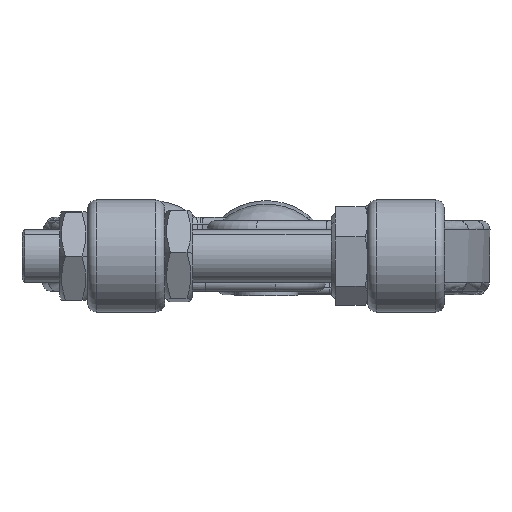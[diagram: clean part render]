
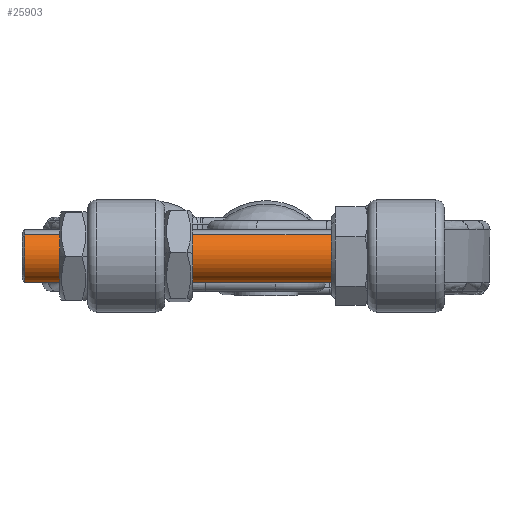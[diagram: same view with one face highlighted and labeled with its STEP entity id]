
A CAD part, left-side view. The second image highlights one B-rep face of the part: STEP entity #25903.
In plain terms, the highlighted cylindrical face has radius 3 mm (diameter 6 mm), a partial arc.
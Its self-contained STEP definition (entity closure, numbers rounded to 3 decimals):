
#1156 = CIRCLE ( 'NONE', #19293, 3. ) ;
#1159 = LINE ( 'NONE', #9458, #1163 ) ;
#1162 = CIRCLE ( 'NONE', #19294, 3. ) ;
#1163 = VECTOR ( 'NONE', #9452, 1000. ) ;
#1164 = LINE ( 'NONE', #9453, #1166 ) ;
#1166 = VECTOR ( 'NONE', #9463, 1000. ) ;
#4918 = EDGE_LOOP ( 'NONE', ( #9691, #9692, #9693, #9694 ) ) ;
#6902 = FACE_OUTER_BOUND ( 'NONE', #4918, .T. ) ;
#6919 = CYLINDRICAL_SURFACE ( 'NONE', #19729, 3. ) ;
#9448 = DIRECTION ( 'NONE',  ( 0., 0., 1. ) ) ;
#9450 = DIRECTION ( 'NONE',  ( 1., 0., 0. ) ) ;
#9451 = CARTESIAN_POINT ( 'NONE',  ( 4.15, 0., 0. ) ) ;
#9452 = DIRECTION ( 'NONE',  ( -1., 0., 0. ) ) ;
#9453 = CARTESIAN_POINT ( 'NONE',  ( 39.15, 0., 3. ) ) ;
#9454 = DIRECTION ( 'NONE',  ( 0., 0., -1. ) ) ;
#9455 = DIRECTION ( 'NONE',  ( -1., 0., 0. ) ) ;
#9456 = CARTESIAN_POINT ( 'NONE',  ( 38.85, 0., 0. ) ) ;
#9458 = CARTESIAN_POINT ( 'NONE',  ( 39.15, 0., -3. ) ) ;
#9463 = DIRECTION ( 'NONE',  ( -1., 0., 0. ) ) ;
#9691 = ORIENTED_EDGE ( 'NONE', *, *, #18216, .T. ) ;
#9692 = ORIENTED_EDGE ( 'NONE', *, *, #18218, .T. ) ;
#9693 = ORIENTED_EDGE ( 'NONE', *, *, #18219, .T. ) ;
#9694 = ORIENTED_EDGE ( 'NONE', *, *, #18220, .F. ) ;
#13564 = VERTEX_POINT ( 'NONE', #15702 ) ;
#13567 = VERTEX_POINT ( 'NONE', #15699 ) ;
#13576 = VERTEX_POINT ( 'NONE', #15690 ) ;
#14041 = VERTEX_POINT ( 'NONE', #15198 ) ;
#15198 = CARTESIAN_POINT ( 'NONE',  ( 4.15, 0., 3. ) ) ;
#15690 = CARTESIAN_POINT ( 'NONE',  ( 4.15, 0., -3. ) ) ;
#15699 = CARTESIAN_POINT ( 'NONE',  ( 38.85, 0., -3. ) ) ;
#15702 = CARTESIAN_POINT ( 'NONE',  ( 38.85, 0., 3. ) ) ;
#18216 = EDGE_CURVE ( 'NONE', #13564, #13567, #1156, .T. ) ;
#18218 = EDGE_CURVE ( 'NONE', #13567, #13576, #1159, .T. ) ;
#18219 = EDGE_CURVE ( 'NONE', #13576, #14041, #1162, .T. ) ;
#18220 = EDGE_CURVE ( 'NONE', #13564, #14041, #1164, .T. ) ;
#19293 = AXIS2_PLACEMENT_3D ( 'NONE', #9456, #9455, #9454 ) ;
#19294 = AXIS2_PLACEMENT_3D ( 'NONE', #9451, #9450, #9448 ) ;
#19729 = AXIS2_PLACEMENT_3D ( 'NONE', #26208, #26206, #26204 ) ;
#25903 = ADVANCED_FACE ( 'NONE', ( #6902 ), #6919, .T. ) ;
#26204 = DIRECTION ( 'NONE',  ( 0., 0., 1. ) ) ;
#26206 = DIRECTION ( 'NONE',  ( -1., 0., 0. ) ) ;
#26208 = CARTESIAN_POINT ( 'NONE',  ( 39.15, 0., 0. ) ) ;
